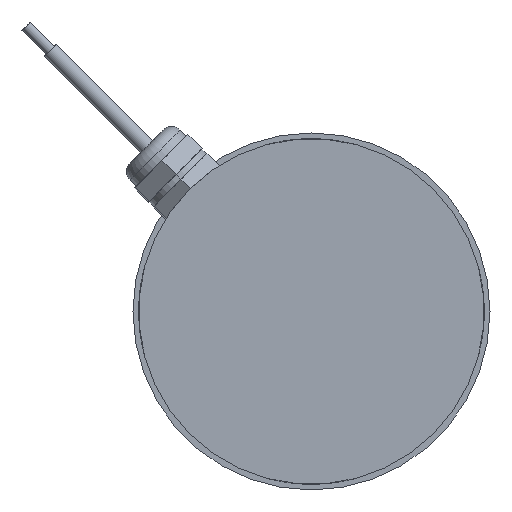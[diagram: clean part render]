
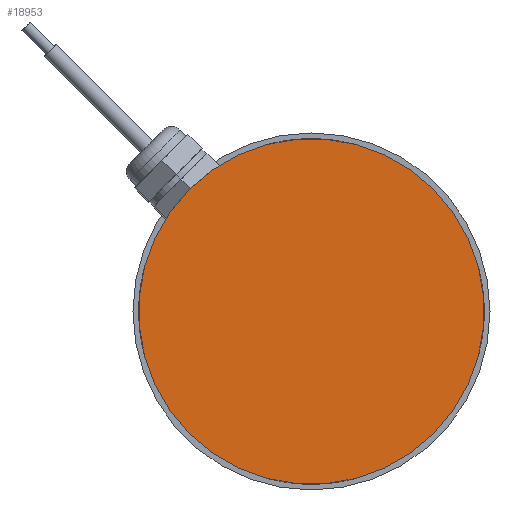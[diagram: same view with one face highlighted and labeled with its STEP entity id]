
A CAD part, left-side view. The second image highlights one B-rep face of the part: STEP entity #18953.
In plain terms, the highlighted planar face has unit normal (-1, 0, 0).
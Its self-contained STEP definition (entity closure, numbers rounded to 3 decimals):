
#129 = AXIS2_PLACEMENT_3D ( 'NONE', #4996, #3222, #16719 ) ;
#391 = VERTEX_POINT ( 'NONE', #4069 ) ;
#1510 = CIRCLE ( 'NONE', #2297, 50.8 ) ;
#2297 = AXIS2_PLACEMENT_3D ( 'NONE', #15901, #12647, #9215 ) ;
#2885 = AXIS2_PLACEMENT_3D ( 'NONE', #19807, #13268, #9966 ) ;
#3222 = DIRECTION ( 'NONE',  ( 1., 0., 0. ) ) ;
#4069 = CARTESIAN_POINT ( 'NONE',  ( -196.72, 35.921, 35.921 ) ) ;
#4996 = CARTESIAN_POINT ( 'NONE',  ( -196.72, 0., 0. ) ) ;
#7606 = EDGE_LOOP ( 'NONE', ( #20133, #11244 ) ) ;
#8341 = VERTEX_POINT ( 'NONE', #10192 ) ;
#8877 = EDGE_CURVE ( 'NONE', #8341, #391, #10239, .T. ) ;
#9215 = DIRECTION ( 'NONE',  ( 0., 0.707, 0.707 ) ) ;
#9881 = FACE_OUTER_BOUND ( 'NONE', #7606, .T. ) ;
#9901 = PLANE ( 'NONE',  #2885 ) ;
#9966 = DIRECTION ( 'NONE',  ( 0., 0.707, 0.707 ) ) ;
#10192 = CARTESIAN_POINT ( 'NONE',  ( -196.72, -35.921, -35.921 ) ) ;
#10239 = CIRCLE ( 'NONE', #129, 50.8 ) ;
#11244 = ORIENTED_EDGE ( 'NONE', *, *, #17057, .F. ) ;
#12647 = DIRECTION ( 'NONE',  ( 1., 0., 0. ) ) ;
#13268 = DIRECTION ( 'NONE',  ( 1., 0., 0. ) ) ;
#15901 = CARTESIAN_POINT ( 'NONE',  ( -196.72, 0., 0. ) ) ;
#16719 = DIRECTION ( 'NONE',  ( 0., 0.707, 0.707 ) ) ;
#17057 = EDGE_CURVE ( 'NONE', #391, #8341, #1510, .T. ) ;
#18953 = ADVANCED_FACE ( 'NONE', ( #9881 ), #9901, .F. ) ;
#19807 = CARTESIAN_POINT ( 'NONE',  ( -196.72, 0., 0. ) ) ;
#20133 = ORIENTED_EDGE ( 'NONE', *, *, #8877, .F. ) ;
